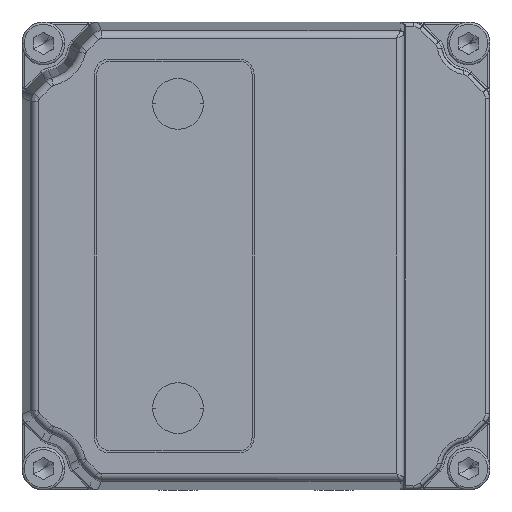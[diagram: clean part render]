
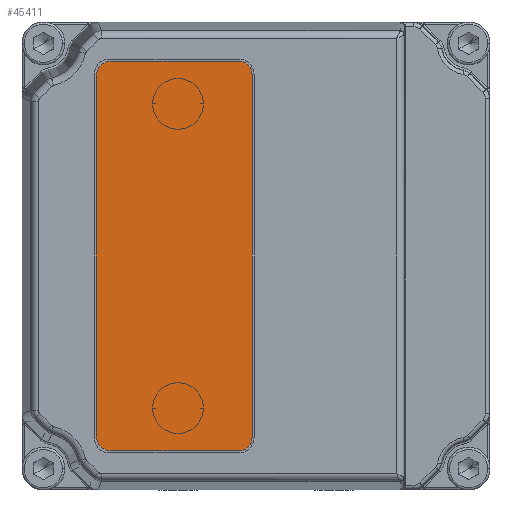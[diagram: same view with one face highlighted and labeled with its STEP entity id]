
A CAD part, front view. The second image highlights one B-rep face of the part: STEP entity #45411.
In plain terms, the highlighted face is planar.
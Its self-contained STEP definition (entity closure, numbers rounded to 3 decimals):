
#45180=CARTESIAN_POINT('',(8.25,23.25,-0.05));
#45181=DIRECTION('',(0.,0.,1.));
#45182=DIRECTION('',(1.,0.,0.));
#45183=AXIS2_PLACEMENT_3D('',#45180,#45181,#45182);
#45188=CARTESIAN_POINT('',(-8.,23.,-0.05));
#45189=DIRECTION('',(0.,0.,1.));
#45190=DIRECTION('',(0.,1.,0.));
#45191=AXIS2_PLACEMENT_3D('',#45188,#45189,#45190);
#45196=CARTESIAN_POINT('',(-8.,-23.,-0.05));
#45197=DIRECTION('',(0.,0.,1.));
#45198=DIRECTION('',(-1.,0.,0.));
#45199=AXIS2_PLACEMENT_3D('',#45196,#45197,#45198);
#45204=CARTESIAN_POINT('',(8.25,-23.25,-0.05));
#45205=DIRECTION('',(0.,0.,1.));
#45206=DIRECTION('',(0.,-1.,0.));
#45207=AXIS2_PLACEMENT_3D('',#45204,#45205,#45206);
#45226=DIRECTION('',(0.,-1.,0.));
#45227=VECTOR('',#45226,46.5);
#45228=CARTESIAN_POINT('',(10.,23.25,-0.05));
#45229=LINE('',#45228,#45227);
#45247=DIRECTION('',(-1.,0.,0.));
#45248=VECTOR('',#45247,16.25);
#45249=CARTESIAN_POINT('',(8.25,-25.,-0.05));
#45250=LINE('',#45249,#45248);
#45268=DIRECTION('',(0.,1.,0.));
#45269=VECTOR('',#45268,46.);
#45270=CARTESIAN_POINT('',(-10.,-23.,-0.05));
#45271=LINE('',#45270,#45269);
#45289=DIRECTION('',(1.,0.,0.));
#45290=VECTOR('',#45289,16.25);
#45291=CARTESIAN_POINT('',(-8.,25.,-0.05));
#45292=LINE('',#45291,#45290);
#45356=CARTESIAN_POINT('',(10.,23.25,-0.05));
#45357=CARTESIAN_POINT('',(8.25,25.,-0.05));
#45358=VERTEX_POINT('',#45356);
#45359=VERTEX_POINT('',#45357);
#45360=CARTESIAN_POINT('',(-8.,25.,-0.05));
#45361=VERTEX_POINT('',#45360);
#45362=CARTESIAN_POINT('',(-10.,23.,-0.05));
#45363=VERTEX_POINT('',#45362);
#45364=CARTESIAN_POINT('',(-10.,-23.,-0.05));
#45365=VERTEX_POINT('',#45364);
#45366=CARTESIAN_POINT('',(-8.,-25.,-0.05));
#45367=VERTEX_POINT('',#45366);
#45368=CARTESIAN_POINT('',(8.25,-25.,-0.05));
#45369=VERTEX_POINT('',#45368);
#45370=CARTESIAN_POINT('',(10.,-23.25,-0.05));
#45371=VERTEX_POINT('',#45370);
#45388=CARTESIAN_POINT('',(0.,0.,-0.05));
#45389=DIRECTION('',(0.,0.,1.));
#45390=DIRECTION('',(1.,0.,0.));
#45391=AXIS2_PLACEMENT_3D('',#45388,#45389,#45390);
#45392=PLANE('',#45391);
#45394=ORIENTED_EDGE('',*,*,#45393,.T.);
#45396=ORIENTED_EDGE('',*,*,#45395,.F.);
#45398=ORIENTED_EDGE('',*,*,#45397,.T.);
#45400=ORIENTED_EDGE('',*,*,#45399,.F.);
#45402=ORIENTED_EDGE('',*,*,#45401,.T.);
#45404=ORIENTED_EDGE('',*,*,#45403,.F.);
#45406=ORIENTED_EDGE('',*,*,#45405,.T.);
#45408=ORIENTED_EDGE('',*,*,#45407,.F.);
#45409=EDGE_LOOP('',(#45394,#45396,#45398,#45400,#45402,#45404,#45406,#45408));
#45410=FACE_OUTER_BOUND('',#45409,.F.);
#45411=ADVANCED_FACE('',(#45410),#45392,.F.);
#45184=CIRCLE('',#45183,1.75);
#45192=CIRCLE('',#45191,2.);
#45200=CIRCLE('',#45199,2.);
#45208=CIRCLE('',#45207,1.75);
#45393=EDGE_CURVE('',#45358,#45359,#45184,.T.);
#45395=EDGE_CURVE('',#45361,#45359,#45292,.T.);
#45397=EDGE_CURVE('',#45361,#45363,#45192,.T.);
#45399=EDGE_CURVE('',#45365,#45363,#45271,.T.);
#45401=EDGE_CURVE('',#45365,#45367,#45200,.T.);
#45403=EDGE_CURVE('',#45369,#45367,#45250,.T.);
#45405=EDGE_CURVE('',#45369,#45371,#45208,.T.);
#45407=EDGE_CURVE('',#45358,#45371,#45229,.T.);
